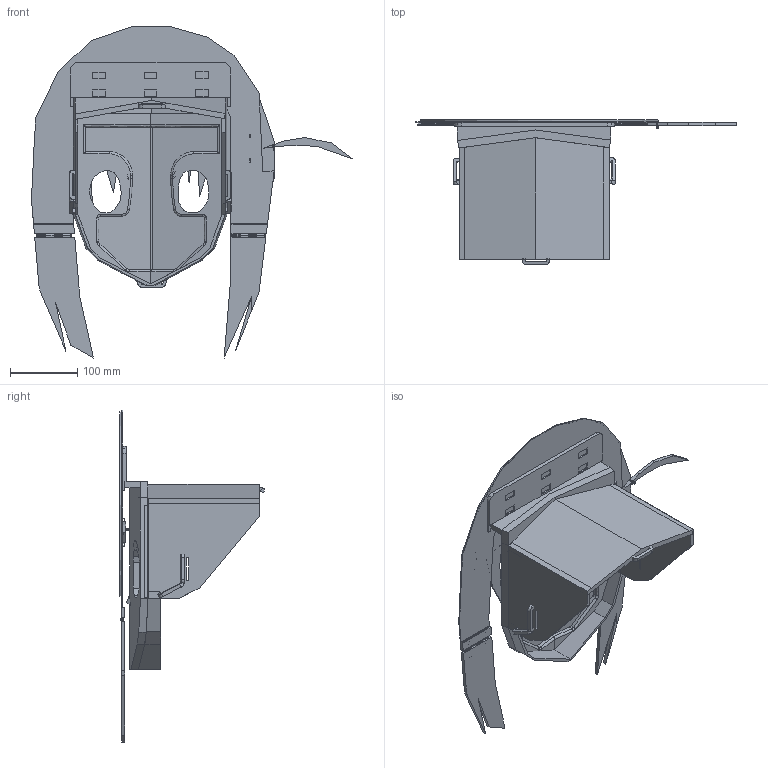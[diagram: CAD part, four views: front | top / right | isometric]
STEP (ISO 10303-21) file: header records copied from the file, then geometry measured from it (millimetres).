
FILE_DESCRIPTION(('HOOPS Exchange Step'),'2;1');
FILE_NAME('temp_export','2023-12-22T19:51:05+08:00',('wumingshi'),('Shapr3D Limited'),'HOOPS Exchange 2023.2','Shapr3D','Authorized');
FILE_SCHEMA( ('AUTOMOTIVE_DESIGN { 1 0 10303 214 1 1 1 1 }') );
Length unit declared in the file: millimetre
Products named in the file (13): kuang; kuang_r; kuang_l; top; hair_middle; za2 (1); hair_front(3); hair; hair_p_l; hair_p_r; switch (1); full (2); root
Assembly tree (12 placements, depth 5):
  root
    full (2)
      kuang
      kuang_r
      kuang_l
      top
      hair
        hair_middle
        hair_front(3)
          za2 (1)
      hair_p_l
      hair_p_r
      switch (1)
Bounding box: 478.55 x 216.15 x 494.79 mm (x, y, z)
Volume: 1281709.7 mm3; surface area: 683347.9 mm2
Topology: 38 solids, 38 shells, 1587 faces, 4356 edges, 2904 vertices
Faces by surface type: plane 1054, bspline 403, extrusion 126, cylinder 4
Entity records: 63384 total; most frequent: CARTESIAN_POINT 26372, ORIENTED_EDGE 8712, DIRECTION 5523, EDGE_CURVE 4356, VECTOR 3369, LINE 3243, VERTEX_POINT 2904, EDGE_LOOP 1734
